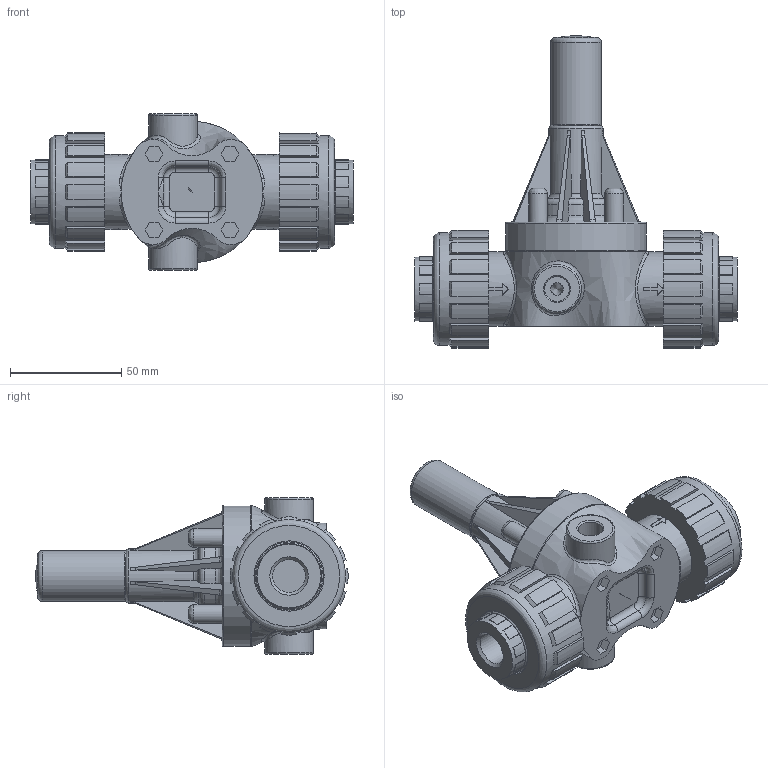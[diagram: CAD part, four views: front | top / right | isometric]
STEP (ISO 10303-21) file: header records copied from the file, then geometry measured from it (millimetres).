
FILE_DESCRIPTION((''),'2;1');
FILE_NAME('ECO-38G-PVC_R0.ipt.stp','2017-03-06T09:34:17',(''),(''),'Autodesk Inventor 2009','Autodesk Inventor 2009','');
FILE_SCHEMA(('AUTOMOTIVE_DESIGN { 1 0 10303 214 1 1 1 1 }'));
Length unit declared in the file: inch
Products named in the file (1): ECO-38G-PVC_R0
Bounding box: 144.77 x 140.22 x 70.21 mm (x, y, z)
Volume: 301882.8 mm3; surface area: 69579.5 mm2
Topology: 1 solids, 33 shells, 881 faces, 2231 edges, 1430 vertices
Faces by surface type: bspline 348, plane 290, cylinder 188, torus 32, cone 23
Full cylindrical faces by diameter (mm): 5.842 x4, 6.502 x4, 6.528 x4, 8.382 x4, 10.16 x4, 11.112 x1, 11.113 x1, 14.684 x2, 19.487 x2, 21.844 x2, 22.733 x1, 24.384 x1, 25.964 x2, 28.702 x2, 30.607 x2, 33.35 x2, 37.846 x2, 42.926 x2, 63.5 x1
Entity records: 35483 total; most frequent: CARTESIAN_POINT 15272, ORIENTED_EDGE 4168, DIRECTION 3656, EDGE_CURVE 2084, VERTEX_POINT 1390, AXIS2_PLACEMENT_3D 1362, EDGE_LOOP 1028, VECTOR 932
